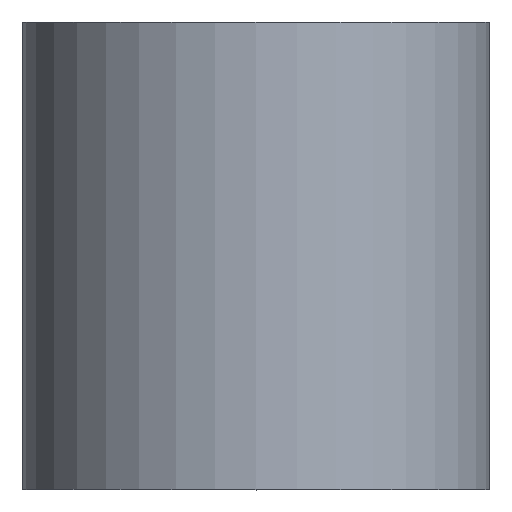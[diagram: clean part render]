
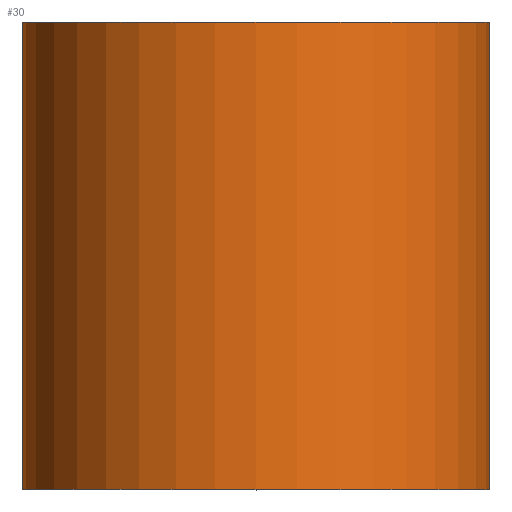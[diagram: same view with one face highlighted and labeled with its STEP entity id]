
A CAD part, top view. The second image highlights one B-rep face of the part: STEP entity #30.
In plain terms, the highlighted cylindrical face has radius 20 mm (diameter 40 mm), a full revolution.
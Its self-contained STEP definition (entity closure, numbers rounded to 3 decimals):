
#30 = ADVANCED_FACE( '', ( #59, #60 ), #61, .T. );
#59 = FACE_OUTER_BOUND( '', #88, .T. );
#60 = FACE_OUTER_BOUND( '', #89, .T. );
#61 = CYLINDRICAL_SURFACE( '', #90, 20. );
#88 = EDGE_LOOP( '', ( #111 ) );
#89 = EDGE_LOOP( '', ( #112 ) );
#90 = AXIS2_PLACEMENT_3D( '', #113, #114, #115 );
#111 = ORIENTED_EDGE( '', *, *, #145, .F. );
#112 = ORIENTED_EDGE( '', *, *, #146, .T. );
#113 = CARTESIAN_POINT( '', ( 0., 0., 0. ) );
#114 = DIRECTION( '', ( 0., 1., 0. ) );
#115 = DIRECTION( '', ( 0., 0., -1. ) );
#145 = EDGE_CURVE( '', #156, #156, #157, .T. );
#146 = EDGE_CURVE( '', #158, #158, #159, .T. );
#156 = VERTEX_POINT( '', #172 );
#157 = CIRCLE( '', #173, 20. );
#158 = VERTEX_POINT( '', #174 );
#159 = CIRCLE( '', #175, 20. );
#172 = CARTESIAN_POINT( '', ( 0., 0., -20. ) );
#173 = AXIS2_PLACEMENT_3D( '', #187, #188, #189 );
#174 = CARTESIAN_POINT( '', ( 0., 40., -20. ) );
#175 = AXIS2_PLACEMENT_3D( '', #190, #191, #192 );
#187 = CARTESIAN_POINT( '', ( 0., 0., 0. ) );
#188 = DIRECTION( '', ( 0., -1., 0. ) );
#189 = DIRECTION( '', ( 0., 0., -1. ) );
#190 = CARTESIAN_POINT( '', ( 0., 40., 0. ) );
#191 = DIRECTION( '', ( 0., -1., 0. ) );
#192 = DIRECTION( '', ( 0., 0., -1. ) );
